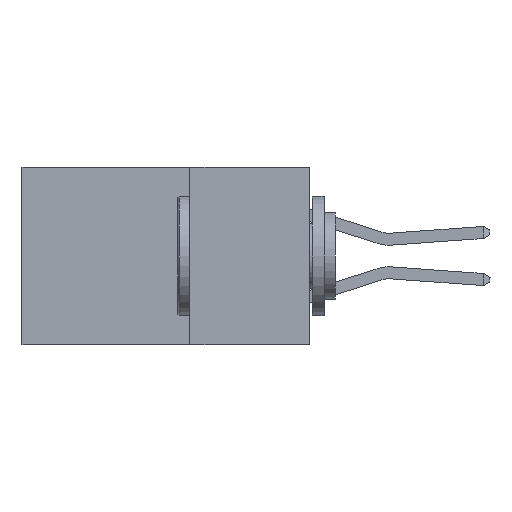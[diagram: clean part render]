
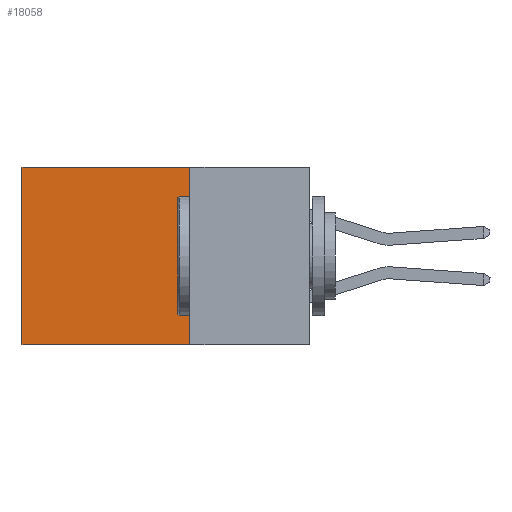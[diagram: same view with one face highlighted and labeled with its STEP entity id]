
A CAD part, left-side view. The second image highlights one B-rep face of the part: STEP entity #18058.
In plain terms, the highlighted planar face has unit normal (-1, 0, 0).
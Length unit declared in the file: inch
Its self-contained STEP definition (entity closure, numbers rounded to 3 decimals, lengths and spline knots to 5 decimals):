
#2247 = EDGE_CURVE ( 'NONE', #6729, #7450, #7823, .T. ) ;
#2523 = VECTOR ( 'NONE', #19460, 39.37008 ) ;
#2550 = VERTEX_POINT ( 'NONE', #23613 ) ;
#3196 = VERTEX_POINT ( 'NONE', #15427 ) ;
#4318 = LINE ( 'NONE', #24229, #13418 ) ;
#5546 = CARTESIAN_POINT ( 'NONE',  ( 0.298, 0.25, 0. ) ) ;
#6729 = VERTEX_POINT ( 'NONE', #15327 ) ;
#6816 = CARTESIAN_POINT ( 'NONE',  ( 0.298, 0.25, 0. ) ) ;
#7450 = VERTEX_POINT ( 'NONE', #18286 ) ;
#7785 = CARTESIAN_POINT ( 'NONE',  ( 0.298, 0.25, 0. ) ) ;
#7823 = LINE ( 'NONE', #24375, #16391 ) ;
#8778 = DIRECTION ( 'NONE',  ( 0., 1., 0. ) ) ;
#11401 = DIRECTION ( 'NONE',  ( 1., 0., 0. ) ) ;
#12790 = EDGE_LOOP ( 'NONE', ( #24909, #18456, #14497, #16062 ) ) ;
#13185 = EDGE_CURVE ( 'NONE', #3196, #6729, #23031, .T. ) ;
#13418 = VECTOR ( 'NONE', #16751, 39.37008 ) ;
#13576 = EDGE_CURVE ( 'NONE', #2550, #7450, #4318, .T. ) ;
#14497 = ORIENTED_EDGE ( 'NONE', *, *, #13185, .F. ) ;
#15261 = PLANE ( 'NONE',  #21642 ) ;
#15327 = CARTESIAN_POINT ( 'NONE',  ( 0.298, 0.25, -0.37 ) ) ;
#15427 = CARTESIAN_POINT ( 'NONE',  ( 0.298, 0.25, 0. ) ) ;
#16062 = ORIENTED_EDGE ( 'NONE', *, *, #19027, .T. ) ;
#16391 = VECTOR ( 'NONE', #24272, 39.37008 ) ;
#16751 = DIRECTION ( 'NONE',  ( 0., 0., -1. ) ) ;
#18058 = ADVANCED_FACE ( 'NONE', ( #20264 ), #15261, .F. ) ;
#18286 = CARTESIAN_POINT ( 'NONE',  ( 0.298, 0.6, -0.37 ) ) ;
#18456 = ORIENTED_EDGE ( 'NONE', *, *, #2247, .F. ) ;
#19027 = EDGE_CURVE ( 'NONE', #3196, #2550, #19044, .T. ) ;
#19044 = LINE ( 'NONE', #6816, #23414 ) ;
#19460 = DIRECTION ( 'NONE',  ( 0., 0., -1. ) ) ;
#20264 = FACE_OUTER_BOUND ( 'NONE', #12790, .T. ) ;
#21642 = AXIS2_PLACEMENT_3D ( 'NONE', #5546, #11401, #24774 ) ;
#23031 = LINE ( 'NONE', #7785, #2523 ) ;
#23414 = VECTOR ( 'NONE', #8778, 39.37008 ) ;
#23613 = CARTESIAN_POINT ( 'NONE',  ( 0.298, 0.6, 0. ) ) ;
#24229 = CARTESIAN_POINT ( 'NONE',  ( 0.298, 0.6, 0. ) ) ;
#24272 = DIRECTION ( 'NONE',  ( 0., 1., 0. ) ) ;
#24375 = CARTESIAN_POINT ( 'NONE',  ( 0.298, 0.25, -0.37 ) ) ;
#24774 = DIRECTION ( 'NONE',  ( 0., 0., -1. ) ) ;
#24909 = ORIENTED_EDGE ( 'NONE', *, *, #13576, .T. ) ;
